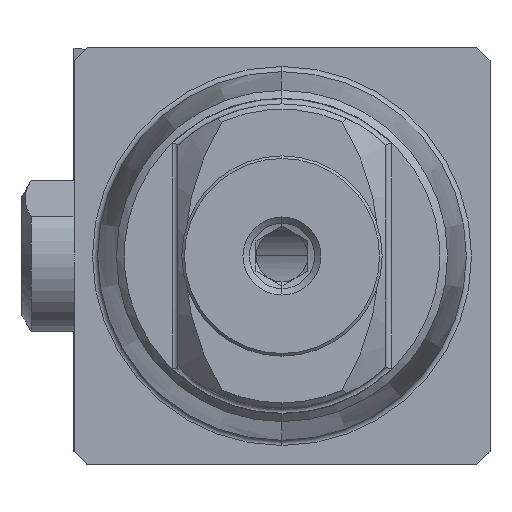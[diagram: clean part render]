
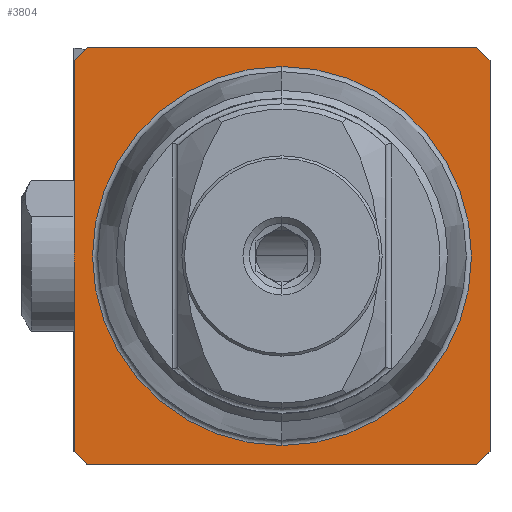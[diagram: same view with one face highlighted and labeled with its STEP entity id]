
A CAD part, left-side view. The second image highlights one B-rep face of the part: STEP entity #3804.
In plain terms, the highlighted planar face has unit normal (-1, 0, 0).
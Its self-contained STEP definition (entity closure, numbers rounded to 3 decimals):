
#27 = CIRCLE ( 'NONE', #8537, 7.287 ) ;
#28 = EDGE_CURVE ( 'NONE', #1371, #5461, #7027, .T. ) ;
#55 = DIRECTION ( 'NONE',  ( 0., 0., 1. ) ) ;
#200 = DIRECTION ( 'NONE',  ( 0., 0., 1. ) ) ;
#287 = CARTESIAN_POINT ( 'NONE',  ( 0., 7.5, -8. ) ) ;
#353 = VECTOR ( 'NONE', #200, 1000. ) ;
#354 = VECTOR ( 'NONE', #8374, 1000. ) ;
#467 = CARTESIAN_POINT ( 'NONE',  ( 0., 0., 0. ) ) ;
#634 = VERTEX_POINT ( 'NONE', #651 ) ;
#651 = CARTESIAN_POINT ( 'NONE',  ( 0., 8., -7.5 ) ) ;
#869 = PLANE ( 'NONE',  #7193 ) ;
#929 = CIRCLE ( 'NONE', #8582, 7.287 ) ;
#1058 = DIRECTION ( 'NONE',  ( 0., -1., 0. ) ) ;
#1371 = VERTEX_POINT ( 'NONE', #6578 ) ;
#2070 = LINE ( 'NONE', #3542, #2772 ) ;
#2291 = ORIENTED_EDGE ( 'NONE', *, *, #2720, .T. ) ;
#2450 = DIRECTION ( 'NONE',  ( 0., -0.707, -0.707 ) ) ;
#2663 = VECTOR ( 'NONE', #5880, 1000. ) ;
#2685 = VECTOR ( 'NONE', #2450, 1000. ) ;
#2720 = EDGE_CURVE ( 'NONE', #4856, #7474, #6503, .T. ) ;
#2772 = VECTOR ( 'NONE', #3365, 1000. ) ;
#2789 = ORIENTED_EDGE ( 'NONE', *, *, #4511, .T. ) ;
#2963 = FACE_BOUND ( 'NONE', #6739, .T. ) ;
#3017 = CARTESIAN_POINT ( 'NONE',  ( 0., 7.287, -8. ) ) ;
#3077 = CARTESIAN_POINT ( 'NONE',  ( 0., 0., -7.287 ) ) ;
#3118 = VERTEX_POINT ( 'NONE', #5826 ) ;
#3120 = CARTESIAN_POINT ( 'NONE',  ( 0., 8., -7.5 ) ) ;
#3186 = DIRECTION ( 'NONE',  ( 0., 0.707, -0.707 ) ) ;
#3365 = DIRECTION ( 'NONE',  ( 0., -0.707, 0.707 ) ) ;
#3542 = CARTESIAN_POINT ( 'NONE',  ( 0., -8., -7.5 ) ) ;
#3586 = DIRECTION ( 'NONE',  ( 1., 0., 0. ) ) ;
#3601 = ORIENTED_EDGE ( 'NONE', *, *, #7362, .T. ) ;
#3631 = DIRECTION ( 'NONE',  ( 0., 0., -1. ) ) ;
#3697 = CARTESIAN_POINT ( 'NONE',  ( 0., -7.5, -8. ) ) ;
#3727 = ORIENTED_EDGE ( 'NONE', *, *, #6378, .T. ) ;
#3774 = CARTESIAN_POINT ( 'NONE',  ( 0., 8., 7.5 ) ) ;
#3779 = LINE ( 'NONE', #3120, #2685 ) ;
#3804 = ADVANCED_FACE ( 'NONE', ( #2963, #5701 ), #869, .F. ) ;
#3908 = EDGE_LOOP ( 'NONE', ( #5971, #7718, #2291, #4265, #5661, #2789, #3601, #3727 ) ) ;
#4014 = CARTESIAN_POINT ( 'NONE',  ( 0., 0., 0. ) ) ;
#4265 = ORIENTED_EDGE ( 'NONE', *, *, #6680, .T. ) ;
#4499 = DIRECTION ( 'NONE',  ( 0., 0., 1. ) ) ;
#4511 = EDGE_CURVE ( 'NONE', #634, #4865, #3779, .T. ) ;
#4856 = VERTEX_POINT ( 'NONE', #5072 ) ;
#4865 = VERTEX_POINT ( 'NONE', #287 ) ;
#4881 = DIRECTION ( 'NONE',  ( -1., 0., 0. ) ) ;
#4930 = ORIENTED_EDGE ( 'NONE', *, *, #6784, .F. ) ;
#4972 = CARTESIAN_POINT ( 'NONE',  ( 0., -7.5, 8. ) ) ;
#5023 = VECTOR ( 'NONE', #3186, 1000. ) ;
#5072 = CARTESIAN_POINT ( 'NONE',  ( 0., -7.5, 8. ) ) ;
#5091 = VECTOR ( 'NONE', #7771, 1000. ) ;
#5095 = EDGE_CURVE ( 'NONE', #7092, #3118, #27, .T. ) ;
#5167 = CARTESIAN_POINT ( 'NONE',  ( 0., 7.287, 8. ) ) ;
#5349 = CARTESIAN_POINT ( 'NONE',  ( 0., 7.5, 8. ) ) ;
#5461 = VERTEX_POINT ( 'NONE', #8740 ) ;
#5661 = ORIENTED_EDGE ( 'NONE', *, *, #6222, .T. ) ;
#5701 = FACE_OUTER_BOUND ( 'NONE', #3908, .T. ) ;
#5821 = LINE ( 'NONE', #4972, #5091 ) ;
#5826 = CARTESIAN_POINT ( 'NONE',  ( 0., 0., 7.287 ) ) ;
#5880 = DIRECTION ( 'NONE',  ( 0., 1., 0. ) ) ;
#5918 = LINE ( 'NONE', #7828, #5023 ) ;
#5971 = ORIENTED_EDGE ( 'NONE', *, *, #28, .T. ) ;
#6222 = EDGE_CURVE ( 'NONE', #7357, #634, #6990, .T. ) ;
#6325 = CARTESIAN_POINT ( 'NONE',  ( 0., 8., 0. ) ) ;
#6378 = EDGE_CURVE ( 'NONE', #7020, #1371, #2070, .T. ) ;
#6503 = LINE ( 'NONE', #5167, #2663 ) ;
#6578 = CARTESIAN_POINT ( 'NONE',  ( 0., -8., -7.5 ) ) ;
#6680 = EDGE_CURVE ( 'NONE', #7474, #7357, #5918, .T. ) ;
#6739 = EDGE_LOOP ( 'NONE', ( #4930, #7793 ) ) ;
#6784 = EDGE_CURVE ( 'NONE', #3118, #7092, #929, .T. ) ;
#6990 = LINE ( 'NONE', #6325, #354 ) ;
#7020 = VERTEX_POINT ( 'NONE', #3697 ) ;
#7027 = LINE ( 'NONE', #7602, #353 ) ;
#7062 = VECTOR ( 'NONE', #1058, 1000. ) ;
#7092 = VERTEX_POINT ( 'NONE', #3077 ) ;
#7193 = AXIS2_PLACEMENT_3D ( 'NONE', #8366, #3586, #3631 ) ;
#7208 = DIRECTION ( 'NONE',  ( -1., 0., 0. ) ) ;
#7357 = VERTEX_POINT ( 'NONE', #3774 ) ;
#7362 = EDGE_CURVE ( 'NONE', #4865, #7020, #7705, .T. ) ;
#7474 = VERTEX_POINT ( 'NONE', #5349 ) ;
#7602 = CARTESIAN_POINT ( 'NONE',  ( 0., -8., 0. ) ) ;
#7705 = LINE ( 'NONE', #3017, #7062 ) ;
#7718 = ORIENTED_EDGE ( 'NONE', *, *, #8242, .T. ) ;
#7771 = DIRECTION ( 'NONE',  ( 0., 0.707, 0.707 ) ) ;
#7793 = ORIENTED_EDGE ( 'NONE', *, *, #5095, .F. ) ;
#7828 = CARTESIAN_POINT ( 'NONE',  ( 0., 7.5, 8. ) ) ;
#8242 = EDGE_CURVE ( 'NONE', #5461, #4856, #5821, .T. ) ;
#8366 = CARTESIAN_POINT ( 'NONE',  ( 0., 7.287, 0. ) ) ;
#8374 = DIRECTION ( 'NONE',  ( 0., 0., -1. ) ) ;
#8537 = AXIS2_PLACEMENT_3D ( 'NONE', #4014, #4881, #55 ) ;
#8582 = AXIS2_PLACEMENT_3D ( 'NONE', #467, #7208, #4499 ) ;
#8740 = CARTESIAN_POINT ( 'NONE',  ( 0., -8., 7.5 ) ) ;
